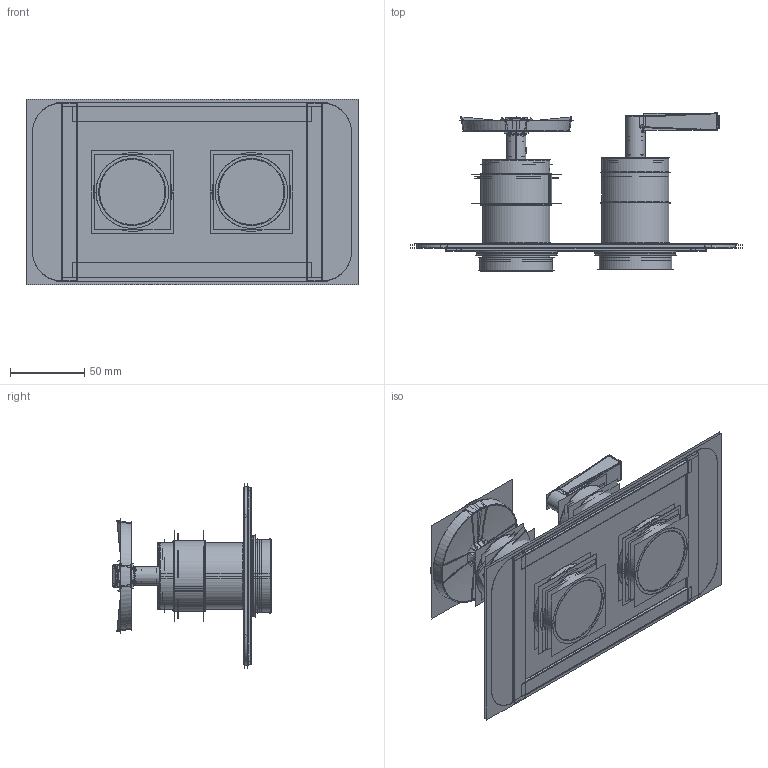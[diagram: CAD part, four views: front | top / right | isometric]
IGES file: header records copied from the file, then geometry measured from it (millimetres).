
Start section:  PTC IGES file: RIV3.igs
Global section: file name: RIV3.igs; native system: Pro/ENGINEER by Parametric Technology Corporation; preprocessor: 2009360; author: user321; organization: Unknown; date: 20200406.083248; units: millimetre
Bounding box: 223.6 x 106.61 x 124.8 mm (x, y, z)
Volume: 162313.9 mm3; surface area: 1046606.2 mm2
Topology: 31 solids, 43 shells, 2639 faces, 13556 edges, 17331 vertices
Faces by surface type: revolution 1356, bspline 1283
